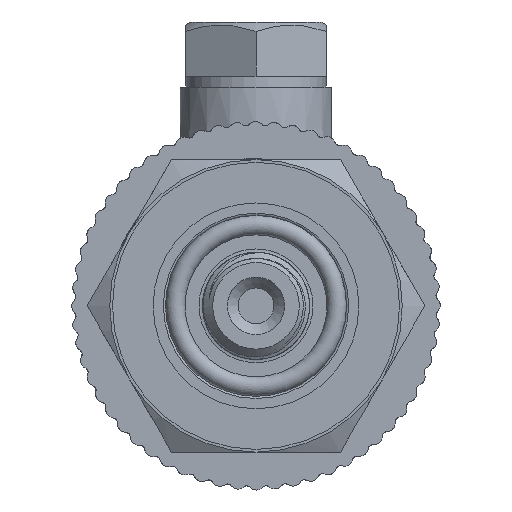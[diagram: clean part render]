
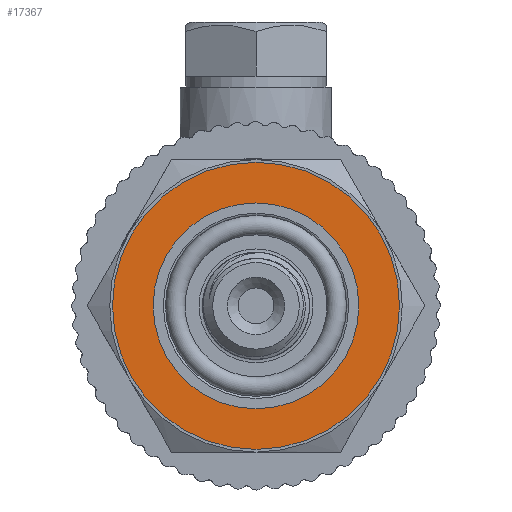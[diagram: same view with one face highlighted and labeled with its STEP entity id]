
A CAD part, left-side view. The second image highlights one B-rep face of the part: STEP entity #17367.
In plain terms, the highlighted planar face has unit normal (-1, 0, 0).
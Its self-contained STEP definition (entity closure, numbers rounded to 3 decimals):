
#152=PLANE('',#18324);
#763=FACE_BOUND('',#2175,.T.);
#1175=FACE_OUTER_BOUND('',#2174,.T.);
#2174=EDGE_LOOP('',(#13018));
#2175=EDGE_LOOP('',(#13019));
#2985=CIRCLE('',#18308,13.25);
#2994=CIRCLE('',#18323,9.5);
#7233=VERTEX_POINT('',#40339);
#7243=VERTEX_POINT('',#41834);
#9364=EDGE_CURVE('',#7233,#7233,#2985,.T.);
#9384=EDGE_CURVE('',#7243,#7243,#2994,.T.);
#13018=ORIENTED_EDGE('',*,*,#9364,.T.);
#13019=ORIENTED_EDGE('',*,*,#9384,.T.);
#17367=ADVANCED_FACE('',(#1175,#763),#152,.T.);
#18308=AXIS2_PLACEMENT_3D('',#40340,#20064,#20065);
#18323=AXIS2_PLACEMENT_3D('',#41835,#20097,#20098);
#18324=AXIS2_PLACEMENT_3D('',#41837,#20100,#20101);
#20064=DIRECTION('center_axis',(-1.,0.,0.));
#20065=DIRECTION('ref_axis',(0.,1.,0.));
#20097=DIRECTION('center_axis',(1.,0.,0.));
#20098=DIRECTION('ref_axis',(0.,0.,-1.));
#20100=DIRECTION('center_axis',(-1.,0.,0.));
#20101=DIRECTION('ref_axis',(0.,0.,1.));
#40339=CARTESIAN_POINT('',(-48.,-13.25,0.));
#40340=CARTESIAN_POINT('Origin',(-48.,0.,0.));
#41834=CARTESIAN_POINT('',(-48.,-9.5,0.));
#41835=CARTESIAN_POINT('Origin',(-48.,0.,0.));
#41837=CARTESIAN_POINT('Origin',(-48.,13.5,0.));
